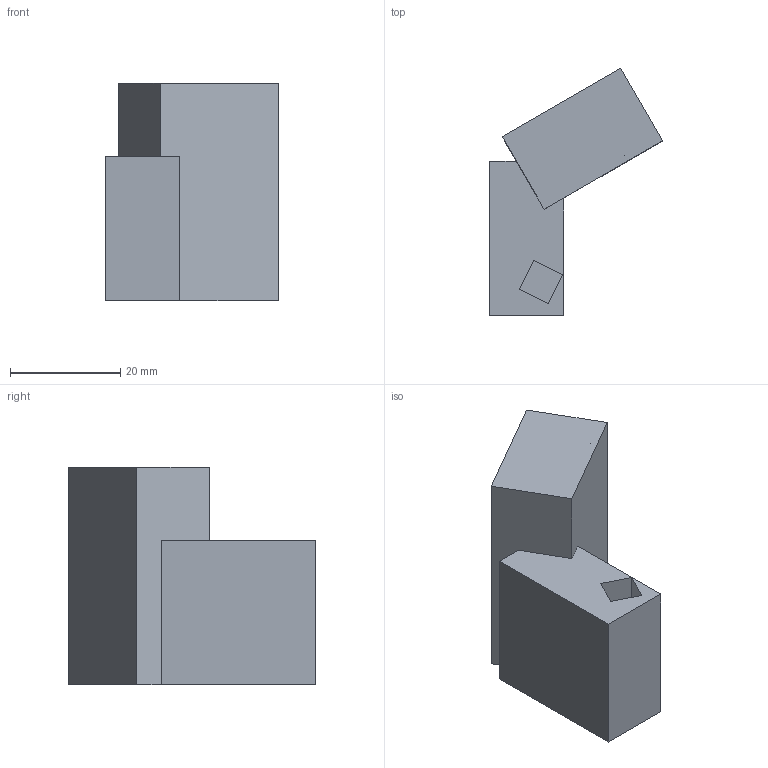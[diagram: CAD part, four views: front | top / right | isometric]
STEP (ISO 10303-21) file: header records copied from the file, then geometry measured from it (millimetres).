
FILE_DESCRIPTION(('Open CASCADE Model'),'2;1');
FILE_NAME('Open CASCADE Shape Model','2025-09-21T11:28:09',('Author'),( 'Open CASCADE'),'Open CASCADE STEP processor 7.5','Open CASCADE 7.5' ,'Unknown');
FILE_SCHEMA(('AUTOMOTIVE_DESIGN { 1 0 10303 214 1 1 1 1 }'));
Length unit declared in the file: millimetre
Products named in the file (365): MainSolid; SOLID; lettering_1; FACE
Assembly tree (317 placements, depth 2):
  MainSolid
    SOLID
  lettering_1
    FACE
  lettering_1
    FACE
  lettering_1
    FACE
  lettering_1
    FACE
Bounding box: 31.43 x 44.89 x 39.49 mm (x, y, z)
Volume: 22861 mm3; surface area: 45945.6 mm2
Topology: 1 solids, 317 shells, 365 faces, 1788 edges, 1746 vertices
Faces by surface type: plane 365
Entity records: 13280 total; most frequent: CARTESIAN_POINT 1752, DIRECTION 1550, LINE 722, VECTOR 722, PRODUCT_DEFINITION_SHAPE 682, ORIENTED_EDGE 496, PCURVE 496, DEFINITIONAL_REPRESENTATION 496
